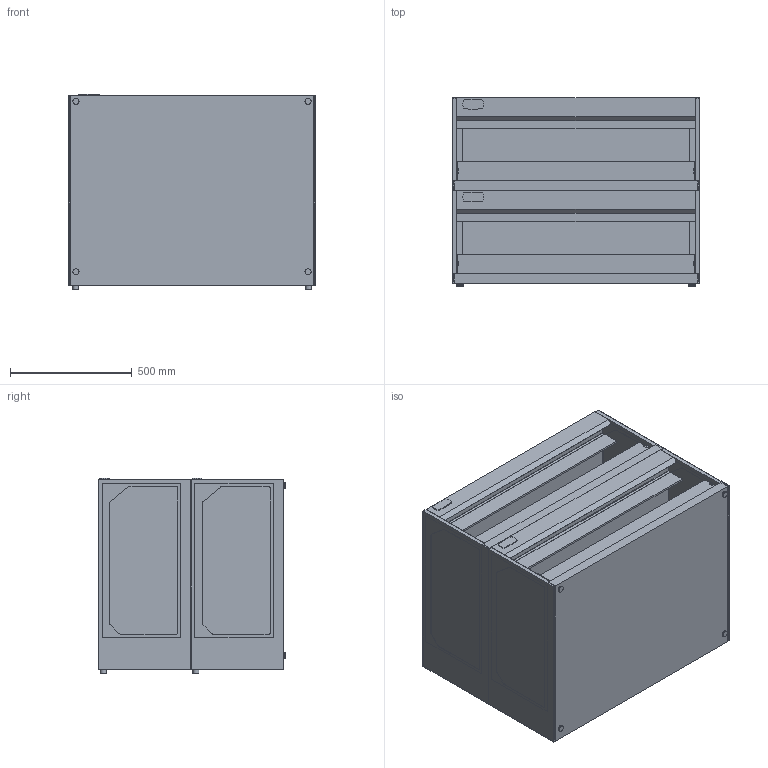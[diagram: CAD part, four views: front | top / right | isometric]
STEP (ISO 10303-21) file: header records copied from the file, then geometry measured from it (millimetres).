
FILE_DESCRIPTION(/* description */ ('vereinfachtes Modell'),/* implementation_level */ '2;1');
FILE_NAME(/* name */ '3D-AKE-00059641.stp',/* time_stamp */ '2024-09-19T07:53:21+02:00',/* author */ ('marina.schachner'),/* organization */ (''),/* preprocessor_version */ 'ST-DEVELOPER v20',/* originating_system */ 'Autodesk Inventor 2024',/* authorisation */ '');
FILE_SCHEMA (('AUTOMOTIVE_DESIGN { 1 0 10303 214 3 1 1 }'));
Length unit declared in the file: millimetre
Products named in the file (1): 3D-AKE-00059641
Bounding box: 1016 x 770 x 801.35 mm (x, y, z)
Volume: 226238567.6 mm3; surface area: 16775949.4 mm2
Topology: 48 solids, 48 shells, 656 faces, 1572 edges, 1046 vertices
Faces by surface type: plane 528, cylinder 128
Full cylindrical faces by diameter (mm): 8 x4, 25 x8
Entity records: 18906 total; most frequent: CARTESIAN_POINT 3275, ORIENTED_EDGE 3144, DIRECTION 3142, EDGE_CURVE 1572, LINE 1316, VECTOR 1316, VERTEX_POINT 1046, AXIS2_PLACEMENT_3D 913
